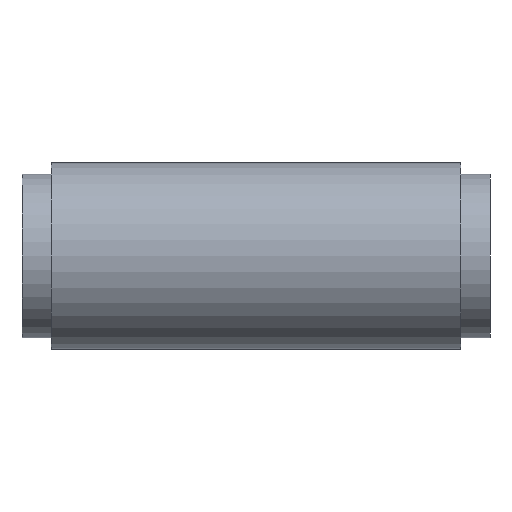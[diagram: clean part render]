
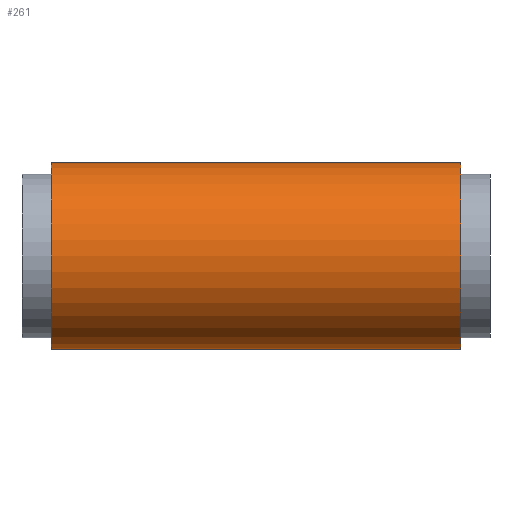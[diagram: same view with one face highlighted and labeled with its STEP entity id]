
A CAD part, front view. The second image highlights one B-rep face of the part: STEP entity #261.
In plain terms, the highlighted cylindrical face has radius 20.447 mm (diameter 40.894 mm), a partial arc.
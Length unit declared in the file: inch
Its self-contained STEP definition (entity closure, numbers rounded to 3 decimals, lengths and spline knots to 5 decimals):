
#5 = VERTEX_POINT ( 'NONE', #101 ) ;
#35 = EDGE_CURVE ( 'NONE', #416, #5, #340, .T. ) ;
#51 = DIRECTION ( 'NONE',  ( -1., 0., 0. ) ) ;
#58 = CARTESIAN_POINT ( 'NONE',  ( -2.31452, 0., 0. ) ) ;
#64 = CIRCLE ( 'NONE', #300, 0.805 ) ;
#65 = LINE ( 'NONE', #103, #311 ) ;
#80 = CARTESIAN_POINT ( 'NONE',  ( -1.765, 0., -0.805 ) ) ;
#101 = CARTESIAN_POINT ( 'NONE',  ( -1.765, 0., 0.805 ) ) ;
#103 = CARTESIAN_POINT ( 'NONE',  ( -2.31452, 0., 0.805 ) ) ;
#129 = CARTESIAN_POINT ( 'NONE',  ( -2.31452, 0., -0.805 ) ) ;
#152 = DIRECTION ( 'NONE',  ( -1., 0., 0. ) ) ;
#198 = ORIENTED_EDGE ( 'NONE', *, *, #35, .F. ) ;
#201 = ORIENTED_EDGE ( 'NONE', *, *, #329, .T. ) ;
#212 = CARTESIAN_POINT ( 'NONE',  ( 1.765, 0., -0.805 ) ) ;
#225 = CARTESIAN_POINT ( 'NONE',  ( 1.765, 0., 0. ) ) ;
#231 = DIRECTION ( 'NONE',  ( 0., 0., 1. ) ) ;
#243 = CARTESIAN_POINT ( 'NONE',  ( -1.765, 0., 0. ) ) ;
#261 = ADVANCED_FACE ( 'NONE', ( #415 ), #289, .T. ) ;
#289 = CYLINDRICAL_SURFACE ( 'NONE', #462, 0.805 ) ;
#300 = AXIS2_PLACEMENT_3D ( 'NONE', #225, #51, #408 ) ;
#302 = EDGE_CURVE ( 'NONE', #521, #5, #65, .T. ) ;
#311 = VECTOR ( 'NONE', #577, 39.37008 ) ;
#319 = DIRECTION ( 'NONE',  ( -1., 0., 0. ) ) ;
#329 = EDGE_CURVE ( 'NONE', #457, #521, #64, .T. ) ;
#340 = CIRCLE ( 'NONE', #558, 0.805 ) ;
#357 = CARTESIAN_POINT ( 'NONE',  ( 1.765, 0., 0.805 ) ) ;
#363 = LINE ( 'NONE', #129, #502 ) ;
#404 = EDGE_CURVE ( 'NONE', #457, #416, #363, .T. ) ;
#408 = DIRECTION ( 'NONE',  ( 0., 0., 1. ) ) ;
#410 = DIRECTION ( 'NONE',  ( 0., 0., 1. ) ) ;
#415 = FACE_OUTER_BOUND ( 'NONE', #424, .T. ) ;
#416 = VERTEX_POINT ( 'NONE', #80 ) ;
#424 = EDGE_LOOP ( 'NONE', ( #525, #201, #563, #198 ) ) ;
#428 = DIRECTION ( 'NONE',  ( -1., 0., 0. ) ) ;
#457 = VERTEX_POINT ( 'NONE', #212 ) ;
#462 = AXIS2_PLACEMENT_3D ( 'NONE', #58, #152, #410 ) ;
#502 = VECTOR ( 'NONE', #319, 39.37008 ) ;
#521 = VERTEX_POINT ( 'NONE', #357 ) ;
#525 = ORIENTED_EDGE ( 'NONE', *, *, #404, .F. ) ;
#558 = AXIS2_PLACEMENT_3D ( 'NONE', #243, #428, #231 ) ;
#563 = ORIENTED_EDGE ( 'NONE', *, *, #302, .T. ) ;
#577 = DIRECTION ( 'NONE',  ( -1., 0., 0. ) ) ;
